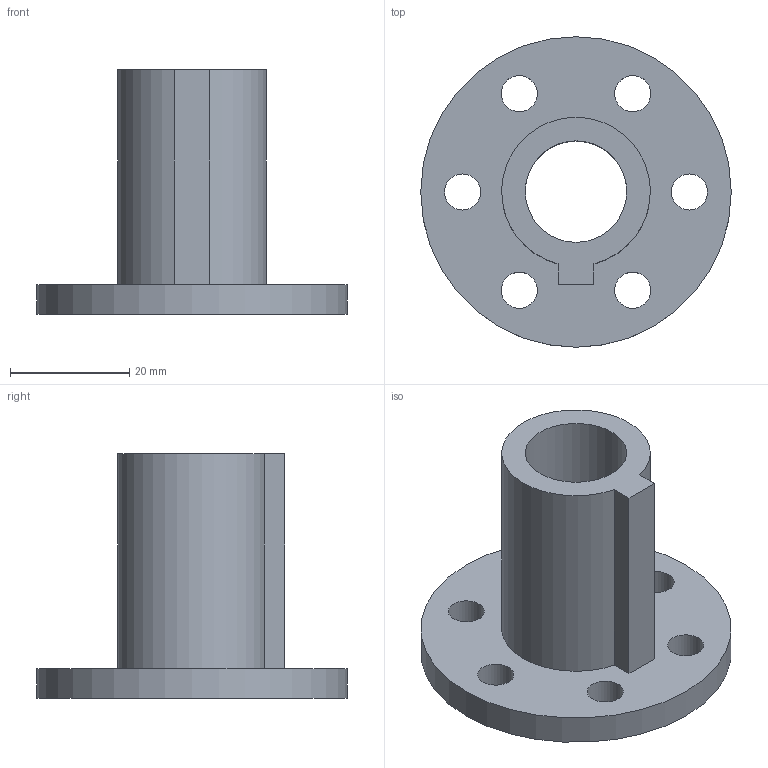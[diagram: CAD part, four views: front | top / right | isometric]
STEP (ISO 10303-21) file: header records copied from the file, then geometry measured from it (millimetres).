
FILE_DESCRIPTION(/* description */ (''),/* implementation_level */ '2;1');
FILE_NAME(/* name */ 'ForestPUMP - Clé de couplage.step',/* time_stamp */ '2022-09-30T15:57:16+02:00',/* author */ (''),/* organization */ (''),/* preprocessor_version */ 'ST-DEVELOPER v19',/* originating_system */ 'Autodesk Translation Framework v11.7.0.108',/* authorisation */ '');
FILE_SCHEMA (('AUTOMOTIVE_DESIGN { 1 0 10303 214 3 1 1 }'));
Length unit declared in the file: millimetre
Products named in the file (1): ForestPUMP - Clé de couplage
Bounding box: 52 x 52 x 41 mm (x, y, z)
Volume: 18676.2 mm3; surface area: 10088.8 mm2
Topology: 1 solids, 1 shells, 15 faces, 36 edges, 24 vertices
Faces by surface type: cylinder 9, plane 6
Full cylindrical faces by diameter (mm): 6.05 x6, 17 x1, 52 x1
Entity records: 516 total; most frequent: DIRECTION 86, CARTESIAN_POINT 76, ORIENTED_EDGE 72, EDGE_CURVE 36, AXIS2_PLACEMENT_3D 34, EDGE_LOOP 30, VERTEX_POINT 24, CIRCLE 18
